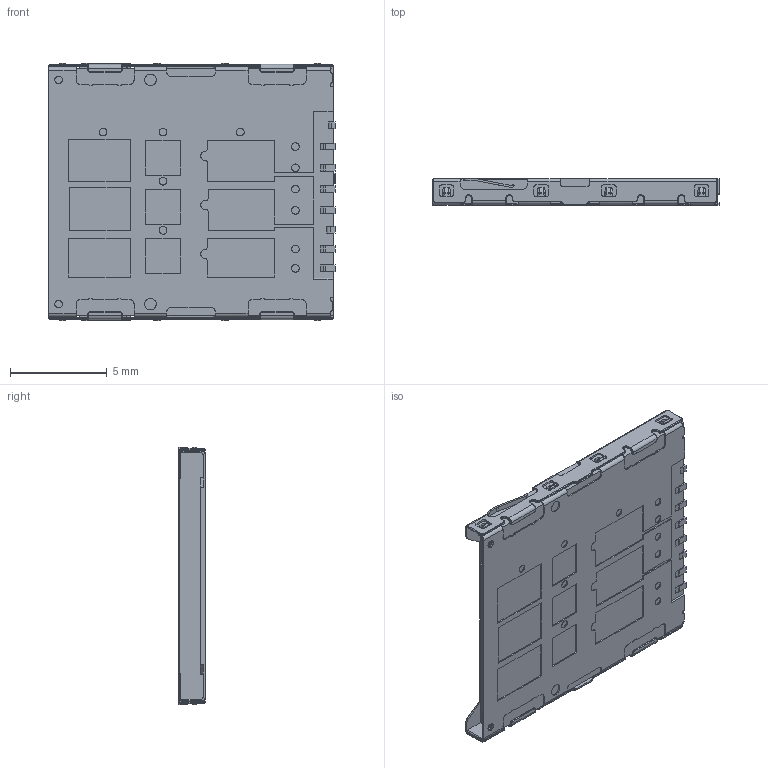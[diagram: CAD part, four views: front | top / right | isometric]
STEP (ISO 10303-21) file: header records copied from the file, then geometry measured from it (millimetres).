
FILE_DESCRIPTION (( 'STEP AP203' ), '1' );
FILE_NAME ('180301FUS006-3210-0 コネクタ単体合致モデル.STEP', '2018-03-01T03:52:08', ( 'admin' ), ( '' ), 'SwSTEP 2.0', 'SolidWorks 2014', '' );
FILE_SCHEMA (( 'CONFIG_CONTROL_DESIGN' ));
Length unit declared in the file: millimetre
Products named in the file (1): 180301FUS006-3210-0 コネクタ単体合致モデル
Bounding box: 14.8 x 1.35 x 13.31 mm (x, y, z)
Volume: 237.9 mm3; surface area: 537.6 mm2
Topology: 1 solids, 1 shells, 1030 faces, 2818 edges, 1802 vertices
Faces by surface type: plane 573, cylinder 349, cone 91, bspline 17
Entity records: 34179 total; most frequent: CARTESIAN_POINT 8780, ORIENTED_EDGE 5612, DIRECTION 4795, EDGE_CURVE 2806, VERTEX_POINT 1802, LINE 1777, VECTOR 1777, AXIS2_PLACEMENT_3D 1509
